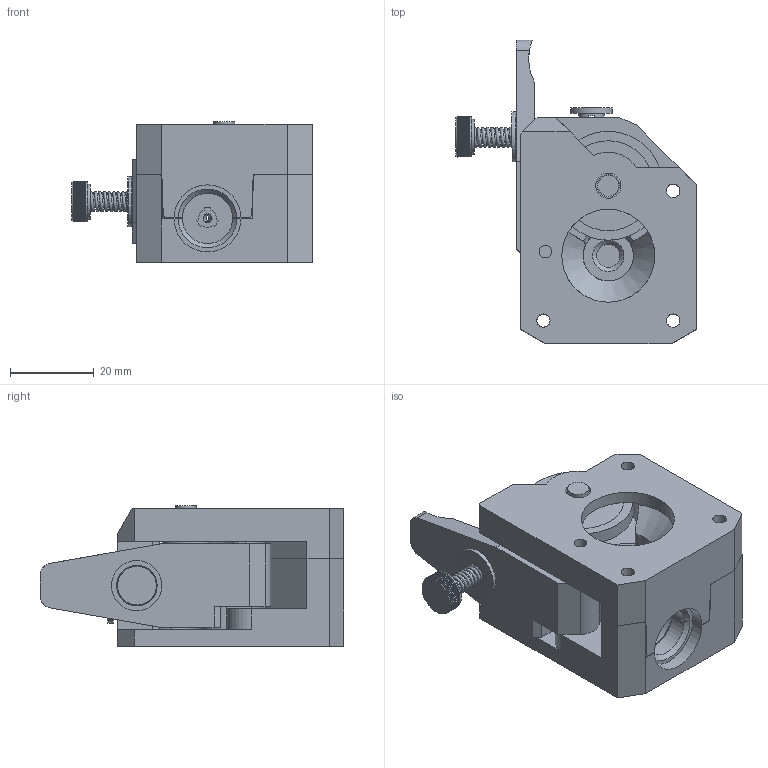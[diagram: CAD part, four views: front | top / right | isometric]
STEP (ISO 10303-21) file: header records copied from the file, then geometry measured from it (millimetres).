
FILE_DESCRIPTION(/* description */ (''),/* implementation_level */ '2;1');
FILE_NAME(/* name */ 'BeMeGe assembly v6.step',/* time_stamp */ '2021-08-16T00:24:02+03:00',/* author */ (''),/* organization */ (''),/* preprocessor_version */ 'ST-DEVELOPER v18.1',/* originating_system */ 'Autodesk Translation Framework v10.9.0.1377',/* authorisation */ '');
FILE_SCHEMA (('AUTOMOTIVE_DESIGN { 1 0 10303 214 3 1 1 }'));
Length unit declared in the file: millimetre
Products named in the file (14): BeMeGe v2 R; BeMeGe-01; Component3; BeMeGe-03; Lever; BeMeGe-02; BMG motor gear; BNG small gear; 7804K104_Stainless Steel Ball Bearing; Trianglelab_fitting; fitting; 96016A062_NO THREADS_Plastic-Head Thumb Screws; 94768A101; Bed sprint ID 5.3 L9
Assembly tree (15 placements, depth 3):
  BeMeGe v2 R
    BeMeGe-01
      Component3
    BeMeGe-03
      Lever
    BeMeGe-02
    BMG motor gear
    7804K104_Stainless Steel Ball Bearing  x2
    BNG small gear  x2
    Trianglelab_fitting
      fitting
    96016A062_NO THREADS_Plastic-Head Thumb Screws
    94768A101
    Bed sprint ID 5.3 L9
Bounding box: 57.4 x 72.5 x 33.6 mm (x, y, z)
Volume: 56868.9 mm3; surface area: 26951.8 mm2
Topology: 43 solids, 43 shells, 721 faces, 1840 edges, 1174 vertices
Faces by surface type: plane 457, cylinder 187, cone 41, sphere 24, bspline 6, torus 6
Full cylindrical faces by diameter (mm): 3 x2, 3.05 x2, 3.2 x7, 3.25 x1, 3.5 x1, 4 x1, 5 x6, 5.5 x1, 5.55 x1, 5.75 x1, 6 x6, 6.016 x8, 6.2 x1, 6.984 x8, 8 x9, 8.3 x2, 8.462 x1, 9.4 x2, 9.6 x1, 10 x1, 11.25 x1, 12 x2, 21.5 x2, 22.2 x1, 26 x1
Entity records: 23194 total; most frequent: CARTESIAN_POINT 5854, DIRECTION 3726, ORIENTED_EDGE 3450, EDGE_CURVE 1725, AXIS2_PLACEMENT_3D 1355, VERTEX_POINT 1116, LINE 1016, VECTOR 1016
